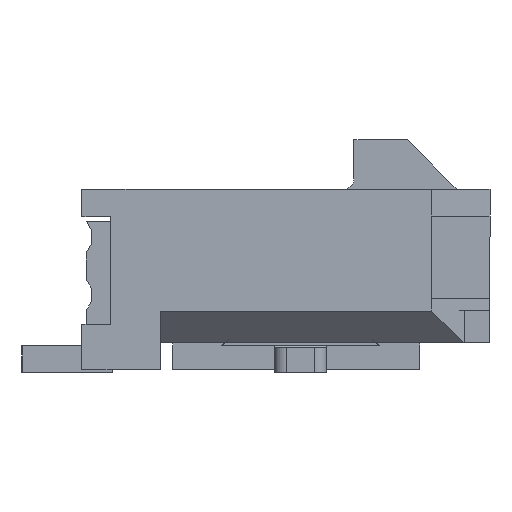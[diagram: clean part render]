
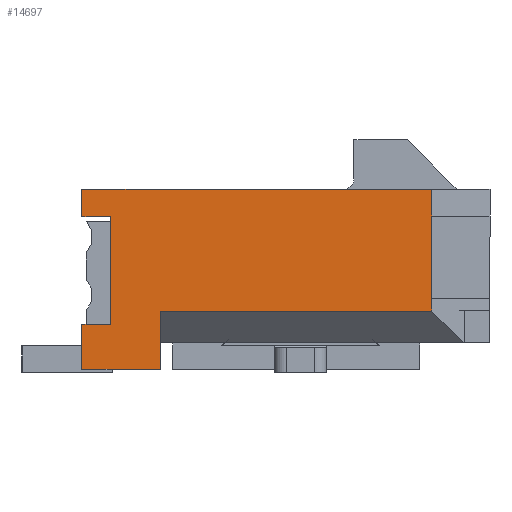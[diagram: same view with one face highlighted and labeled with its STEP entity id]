
A CAD part, front view. The second image highlights one B-rep face of the part: STEP entity #14697.
In plain terms, the highlighted face is planar.
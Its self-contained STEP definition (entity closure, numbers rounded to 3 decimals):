
#1305=ORIENTED_EDGE('',*,*,#3884,.T.);
#1306=ORIENTED_EDGE('',*,*,#3870,.T.);
#1307=ORIENTED_EDGE('',*,*,#3857,.T.);
#1308=ORIENTED_EDGE('',*,*,#3533,.T.);
#1309=ORIENTED_EDGE('',*,*,#3956,.F.);
#1310=ORIENTED_EDGE('',*,*,#3526,.T.);
#1311=ORIENTED_EDGE('',*,*,#3969,.F.);
#1312=ORIENTED_EDGE('',*,*,#3970,.F.);
#1313=ORIENTED_EDGE('',*,*,#3971,.F.);
#1314=ORIENTED_EDGE('',*,*,#3972,.T.);
#1315=ORIENTED_EDGE('',*,*,#3510,.T.);
#1316=ORIENTED_EDGE('',*,*,#3867,.T.);
#3510=EDGE_CURVE('',#4985,#4984,#6018,.T.);
#3526=EDGE_CURVE('',#4997,#4996,#6034,.T.);
#3533=EDGE_CURVE('',#5003,#5002,#6041,.T.);
#3857=EDGE_CURVE('',#5211,#5003,#6365,.T.);
#3867=EDGE_CURVE('',#4984,#5214,#6375,.T.);
#3870=EDGE_CURVE('',#5215,#5211,#6378,.T.);
#3884=EDGE_CURVE('',#5214,#5215,#6392,.T.);
#3956=EDGE_CURVE('',#4997,#5002,#6464,.T.);
#3969=EDGE_CURVE('',#5265,#4996,#6477,.T.);
#3970=EDGE_CURVE('',#5264,#5265,#6478,.T.);
#3971=EDGE_CURVE('',#5266,#5264,#6479,.T.);
#3972=EDGE_CURVE('',#5266,#4985,#6480,.T.);
#4984=VERTEX_POINT('',#19121);
#4985=VERTEX_POINT('',#19123);
#4996=VERTEX_POINT('',#19154);
#4997=VERTEX_POINT('',#19156);
#5002=VERTEX_POINT('',#19169);
#5003=VERTEX_POINT('',#19171);
#5211=VERTEX_POINT('',#19819);
#5214=VERTEX_POINT('',#19836);
#5215=VERTEX_POINT('',#19840);
#5264=VERTEX_POINT('',#20024);
#5265=VERTEX_POINT('',#20028);
#5266=VERTEX_POINT('',#20031);
#6018=LINE('',#19122,#7522);
#6034=LINE('',#19155,#7538);
#6041=LINE('',#19170,#7545);
#6365=LINE('',#19818,#7869);
#6375=LINE('',#19837,#7879);
#6378=LINE('',#19843,#7882);
#6392=LINE('',#19869,#7896);
#6464=LINE('',#20006,#7968);
#6477=LINE('',#20027,#7981);
#6478=LINE('',#20029,#7982);
#6479=LINE('',#20030,#7983);
#6480=LINE('',#20032,#7984);
#7522=VECTOR('',#16193,1000.);
#7538=VECTOR('',#16219,1000.);
#7545=VECTOR('',#16230,1000.);
#7869=VECTOR('',#16786,1000.);
#7879=VECTOR('',#16806,1000.);
#7882=VECTOR('',#16811,1000.);
#7896=VECTOR('',#16837,1000.);
#7968=VECTOR('',#16961,1000.);
#7981=VECTOR('',#16984,1000.);
#7982=VECTOR('',#16985,1000.);
#7983=VECTOR('',#16986,1000.);
#7984=VECTOR('',#16987,1000.);
#8927=EDGE_LOOP('',(#1305,#1306,#1307,#1308,#1309,#1310,#1311,#1312,#1313,
#1314,#1315,#1316));
#9527=FACE_BOUND('',#8927,.T.);
#10117=PLANE('',#15282);
#14697=ADVANCED_FACE('',(#9527),#10117,.T.);
#15282=AXIS2_PLACEMENT_3D('',#20026,#16982,#16983);
#16193=DIRECTION('',(0.,0.,-1.));
#16219=DIRECTION('',(0.,-1.,0.));
#16230=DIRECTION('',(0.,-1.,0.));
#16786=DIRECTION('',(0.,0.,-1.));
#16806=DIRECTION('',(0.,-1.,0.));
#16811=DIRECTION('',(0.,1.,0.));
#16837=DIRECTION('',(0.,0.,-1.));
#16961=DIRECTION('',(0.,0.,-1.));
#16982=DIRECTION('',(-1.,0.,0.));
#16983=DIRECTION('',(0.,0.,1.));
#16984=DIRECTION('',(0.,0.,-1.));
#16985=DIRECTION('',(0.,0.,-1.));
#16986=DIRECTION('',(0.,0.,-1.));
#16987=DIRECTION('',(0.,1.,0.));
#19121=CARTESIAN_POINT('',(-15.325,4.95,1.515));
#19122=CARTESIAN_POINT('',(-15.325,4.95,2.185));
#19123=CARTESIAN_POINT('',(-15.325,4.95,2.185));
#19154=CARTESIAN_POINT('',(-15.325,-3.536,-0.771));
#19155=CARTESIAN_POINT('',(-15.325,3.05,-0.771));
#19156=CARTESIAN_POINT('',(-15.325,3.05,-0.771));
#19169=CARTESIAN_POINT('',(-15.325,3.05,-2.185));
#19170=CARTESIAN_POINT('',(-15.325,4.95,-2.185));
#19171=CARTESIAN_POINT('',(-15.325,4.95,-2.185));
#19818=CARTESIAN_POINT('',(-15.325,4.95,2.185));
#19819=CARTESIAN_POINT('',(-15.325,4.95,-1.085));
#19836=CARTESIAN_POINT('',(-15.325,4.25,1.515));
#19837=CARTESIAN_POINT('',(-15.325,0.,1.515));
#19840=CARTESIAN_POINT('',(-15.325,4.25,-1.085));
#19843=CARTESIAN_POINT('',(-15.325,0.,-1.085));
#19869=CARTESIAN_POINT('',(-15.325,4.25,0.));
#20006=CARTESIAN_POINT('',(-15.325,3.05,-2.185));
#20024=CARTESIAN_POINT('',(-15.325,-3.536,1.535));
#20026=CARTESIAN_POINT('',(-15.325,0.,0.));
#20027=CARTESIAN_POINT('',(-15.325,-3.536,0.));
#20028=CARTESIAN_POINT('',(-15.325,-3.536,-0.465));
#20029=CARTESIAN_POINT('',(-15.325,-3.536,1.535));
#20030=CARTESIAN_POINT('',(-15.325,-3.536,0.));
#20031=CARTESIAN_POINT('',(-15.325,-3.536,2.185));
#20032=CARTESIAN_POINT('',(-15.325,-4.95,2.185));
